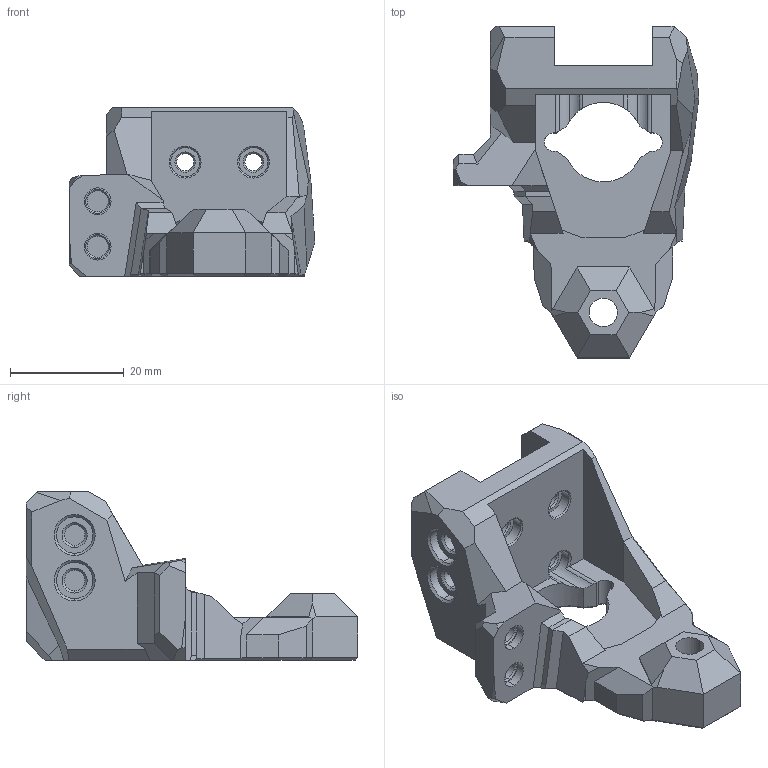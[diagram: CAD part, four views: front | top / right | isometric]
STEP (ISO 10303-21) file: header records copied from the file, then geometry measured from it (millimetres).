
FILE_DESCRIPTION (( 'STEP AP214' ), '1' );
FILE_NAME ('Z_Rear_new.STEP', '2025-03-30T13:35:41', ( '' ), ( '' ), 'SwSTEP 2.0', 'SolidWorks 2020', '' );
FILE_SCHEMA (( 'AUTOMOTIVE_DESIGN' ));
Length unit declared in the file: millimetre
Products named in the file (1): Z_Rear_new
Bounding box: 43.19 x 58.36 x 29.69 mm (x, y, z)
Volume: 18229.6 mm3; surface area: 8373.8 mm2
Topology: 1 solids, 1 shells, 234 faces, 617 edges, 395 vertices
Faces by surface type: plane 158, cylinder 44, cone 30, bspline 2
Entity records: 7576 total; most frequent: CARTESIAN_POINT 1690, ORIENTED_EDGE 1234, DIRECTION 1183, EDGE_CURVE 617, LINE 469, VECTOR 469, VERTEX_POINT 395, AXIS2_PLACEMENT_3D 357
